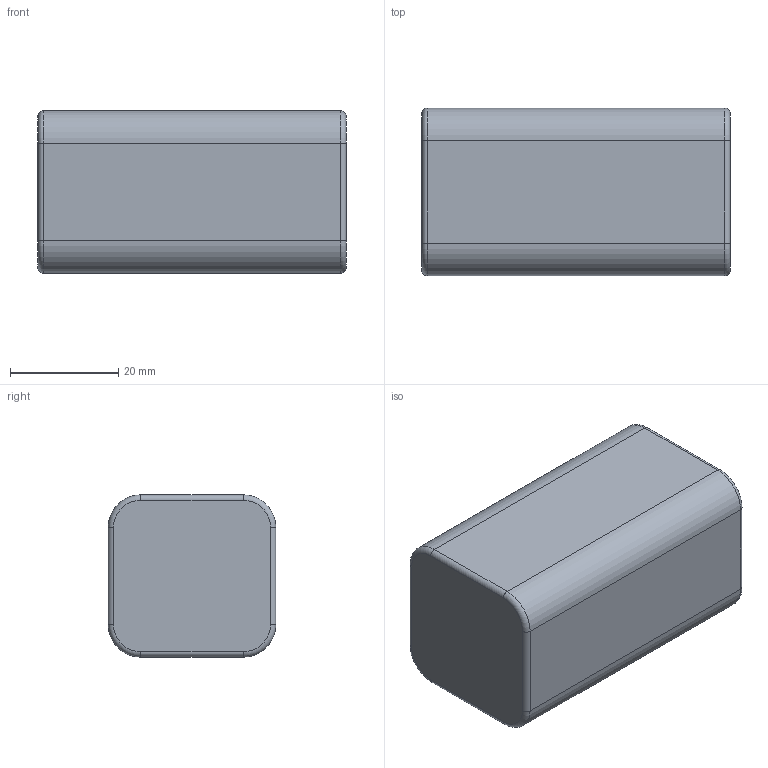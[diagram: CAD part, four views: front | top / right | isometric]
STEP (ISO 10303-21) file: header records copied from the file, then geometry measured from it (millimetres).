
FILE_DESCRIPTION(('FreeCAD Model'),'2;1');
FILE_NAME('battery.step', '2015-07-04T00:26:46',('FreeCAD'),('FreeCAD'), 'Open CASCADE STEP processor 6.5','FreeCAD','Unknown');
FILE_SCHEMA(('AUTOMOTIVE_DESIGN_CC2 { 1 2 10303 214 -1 1 5 4 }'));
Length unit declared in the file: millimetre
Products named in the file (1): battery
Bounding box: 57 x 31 x 30 mm (x, y, z)
Volume: 51201.2 mm3; surface area: 8068.3 mm2
Topology: 1 solids, 1 shells, 26 faces, 56 edges, 32 vertices
Faces by surface type: cylinder 12, torus 8, plane 6
Entity records: 1445 total; most frequent: CARTESIAN_POINT 307, DIRECTION 214, ORIENTED_EDGE 112, PCURVE 112, DEFINITIONAL_REPRESENTATION 112, LINE 96, VECTOR 96, AXIS2_PLACEMENT_3D 59
